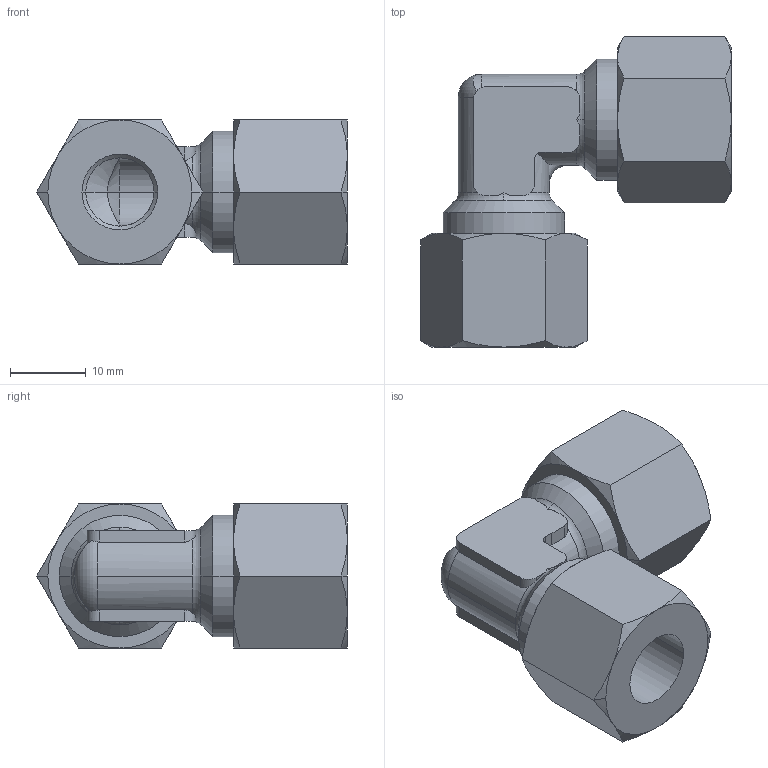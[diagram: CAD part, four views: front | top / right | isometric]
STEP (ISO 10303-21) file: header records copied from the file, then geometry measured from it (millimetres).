
FILE_DESCRIPTION(('STEP AP214'),'1');
FILE_NAME('0102_10_00.stp','2016-07-07T14:21:06',('TraceParts'),('TraceParts S.A.'),'Spatial InterOp 3D',' ',' ');
FILE_SCHEMA(('automotive_design'));
Length unit declared in the file: millimetre
Products named in the file (1): 1
Bounding box: 40.97 x 40.97 x 19 mm (x, y, z)
Volume: 9337.6 mm3; surface area: 5776 mm2
Topology: 1 solids, 1 shells, 128 faces, 317 edges, 193 vertices
Faces by surface type: cone 44, cylinder 40, plane 37, torus 7
Entity records: 4291 total; most frequent: CARTESIAN_POINT 1399, ORIENTED_EDGE 634, DIRECTION 592, EDGE_CURVE 317, AXIS2_PLACEMENT_3D 244, VERTEX_POINT 193, EDGE_LOOP 132, ADVANCED_FACE 128
